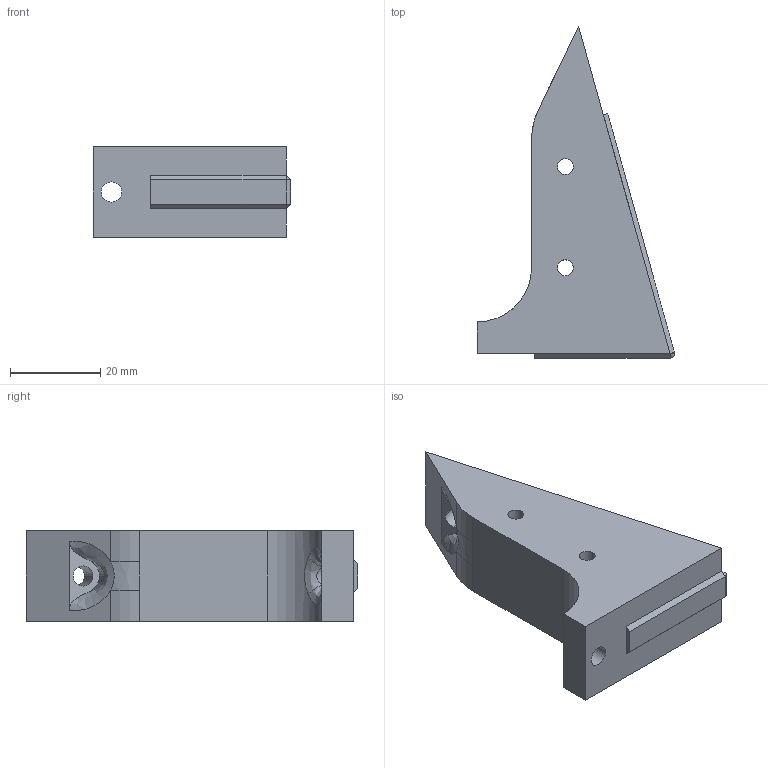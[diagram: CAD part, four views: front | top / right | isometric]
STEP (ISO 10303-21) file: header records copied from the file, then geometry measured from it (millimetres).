
FILE_DESCRIPTION (( 'STEP AP203' ), '1' );
FILE_NAME ('b1_connector_right.step', '2020-06-11T11:30:24', ( '' ), ( '' ), 'SwSTEP 2.0', 'SolidWorks 2020', '' );
FILE_SCHEMA (( 'CONFIG_CONTROL_DESIGN' ));
Length unit declared in the file: millimetre
Products named in the file (1): b1_connector_right
Bounding box: 43.74 x 73.63 x 20 mm (x, y, z)
Volume: 28545.9 mm3; surface area: 8076.8 mm2
Topology: 1 solids, 1 shells, 44 faces, 107 edges, 66 vertices
Faces by surface type: cylinder 19, plane 19, bspline 4, cone 2
Entity records: 1834 total; most frequent: CARTESIAN_POINT 729, DIRECTION 214, ORIENTED_EDGE 210, EDGE_CURVE 105, AXIS2_PLACEMENT_3D 79, VERTEX_POINT 66, LINE 56, VECTOR 56
